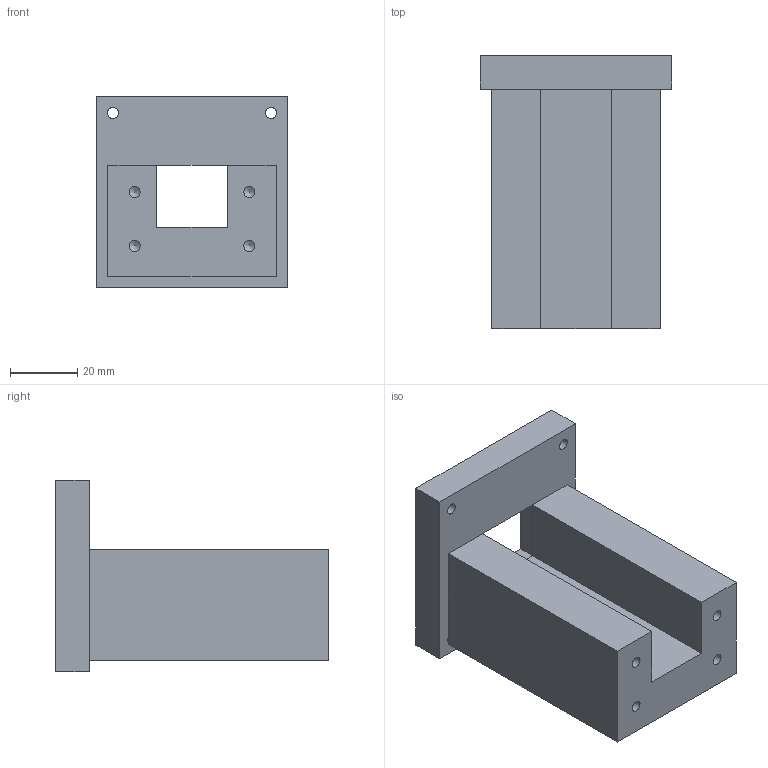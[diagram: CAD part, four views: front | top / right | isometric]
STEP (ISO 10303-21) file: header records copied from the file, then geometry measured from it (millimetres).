
FILE_DESCRIPTION(('FreeCAD Model'),'2;1');
FILE_NAME('Mount.step','2021-01-23T22:18:49',('Author'),( ''),'Open CASCADE STEP processor 7.4','FreeCAD','Unknown');
FILE_SCHEMA(('AUTOMOTIVE_DESIGN { 1 0 10303 214 1 1 1 1 }'));
Length unit declared in the file: millimetre
Products named in the file (3): Part001; Profile; Plate
Assembly tree (2 placements, depth 2):
  Part001
    Profile
    Plate
Bounding box: 57 x 81 x 57 mm (x, y, z)
Volume: 111016.4 mm3; surface area: 27387.6 mm2
Topology: 2 solids, 2 shells, 53 faces, 135 edges, 86 vertices
Faces by surface type: plane 27, cylinder 18, cone 8
Full cylindrical faces by diameter (mm): 3.3 x12, 4 x4
Entity records: 3350 total; most frequent: CARTESIAN_POINT 619, DIRECTION 513, LINE 317, VECTOR 317, ORIENTED_EDGE 254, PCURVE 254, DEFINITIONAL_REPRESENTATION 254, EDGE_CURVE 127
